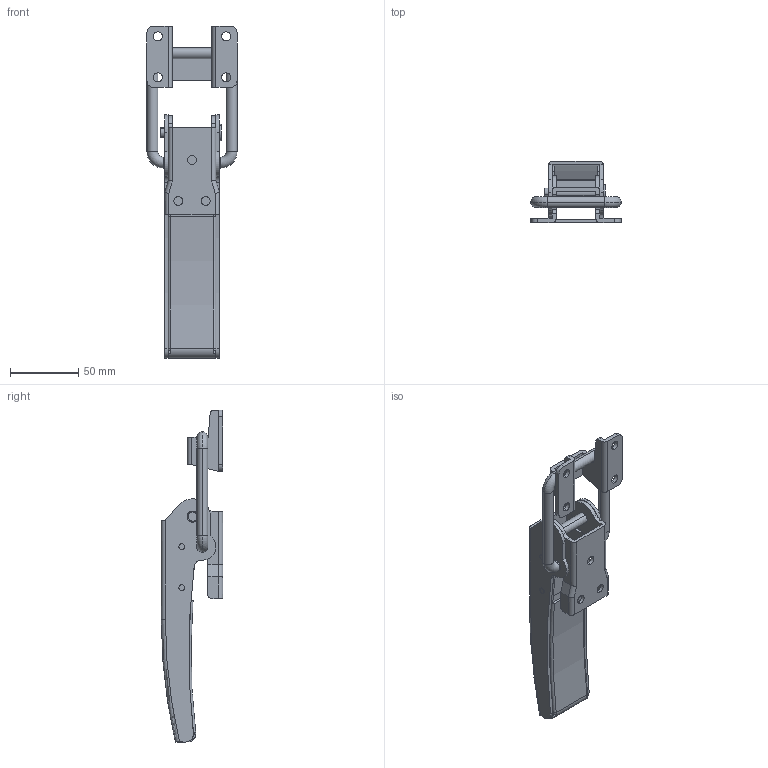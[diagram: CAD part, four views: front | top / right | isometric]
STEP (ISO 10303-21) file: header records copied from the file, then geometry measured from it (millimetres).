
FILE_DESCRIPTION (( 'STEP AP203' ), '1' );
FILE_NAME ('C-367-A-2.STEP', '2011-09-12T06:09:42', ( '11sw' ), ( 'タキゲン製造株式会社' ), 'SwSTEP 2.0', 'SolidWorks 2011', '' );
FILE_SCHEMA (( 'CONFIG_CONTROL_DESIGN' ));
Length unit declared in the file: millimetre
Products named in the file (7): C-367-A-2; C-367-A-2受けA_; C-367-A-2ピンA_; C-367-A-2僼僢僋A_; C-367-A-2僴儞僪儖僇僶乕A_; C-367-A-2僴儞僪儖A_; C-367-A-2儀乕僗A_
Assembly tree (6 placements, depth 2):
  C-367-A-2
    C-367-A-2受けA_
    C-367-A-2僼僢僋A_
    C-367-A-2儀乕僗A_
    C-367-A-2僴儞僪儖僇僶乕A_
    C-367-A-2ピンA_
    C-367-A-2僴儞僪儖A_
Bounding box: 66 x 45 x 243 mm (x, y, z)
Volume: 83259.1 mm3; surface area: 71566.4 mm2
Topology: 6 solids, 6 shells, 221 faces, 567 edges, 364 vertices
Faces by surface type: cylinder 123, plane 84, torus 14
Entity records: 7666 total; most frequent: CARTESIAN_POINT 1287, DIRECTION 1273, ORIENTED_EDGE 1134, EDGE_CURVE 567, AXIS2_PLACEMENT_3D 490, VERTEX_POINT 364, VECTOR 293, LINE 293
